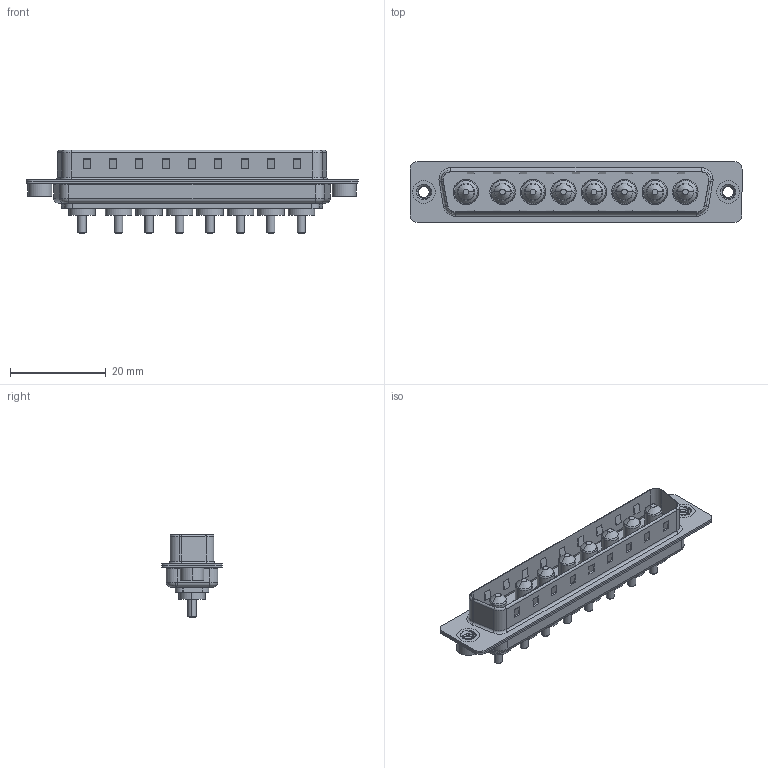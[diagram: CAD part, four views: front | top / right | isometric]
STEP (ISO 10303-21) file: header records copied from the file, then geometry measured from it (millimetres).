
FILE_DESCRIPTION (( 'STEP AP203' ), '1' );
FILE_NAME ('627-8W8-224-1T2.STEP', '2019-05-28T03:16:48', ( '' ), ( '' ), 'SwSTEP 2.0', 'SolidWorks 2016', '' );
FILE_SCHEMA (( 'CONFIG_CONTROL_DESIGN' ));
Length unit declared in the file: millimetre
Products named in the file (6): 627Combo Housing_8W8; 627Combo Shell Front_37 Contacts; 627Combo Shell Rear_37 Contacts; Power Pin_10A S; 627Combo Threaded Rivet_2; 627-8W8-224-1T2
Assembly tree (13 placements, depth 2):
  627-8W8-224-1T2
    627Combo Housing_8W8
    627Combo Shell Rear_37 Contacts
    627Combo Shell Front_37 Contacts
    627Combo Threaded Rivet_2  x2
    Power Pin_10A S  x8
Bounding box: 69.3 x 12.6 x 17.4 mm (x, y, z)
Volume: 4212.7 mm3; surface area: 9129.8 mm2
Topology: 21 solids, 21 shells, 732 faces, 1737 edges, 1082 vertices
Faces by surface type: cylinder 293, plane 283, cone 68, torus 66, bspline 22
Entity records: 16007 total; most frequent: CARTESIAN_POINT 3916, DIRECTION 2425, ORIENTED_EDGE 2286, EDGE_CURVE 1143, AXIS2_PLACEMENT_3D 868, VERTEX_POINT 722, LINE 689, VECTOR 689
